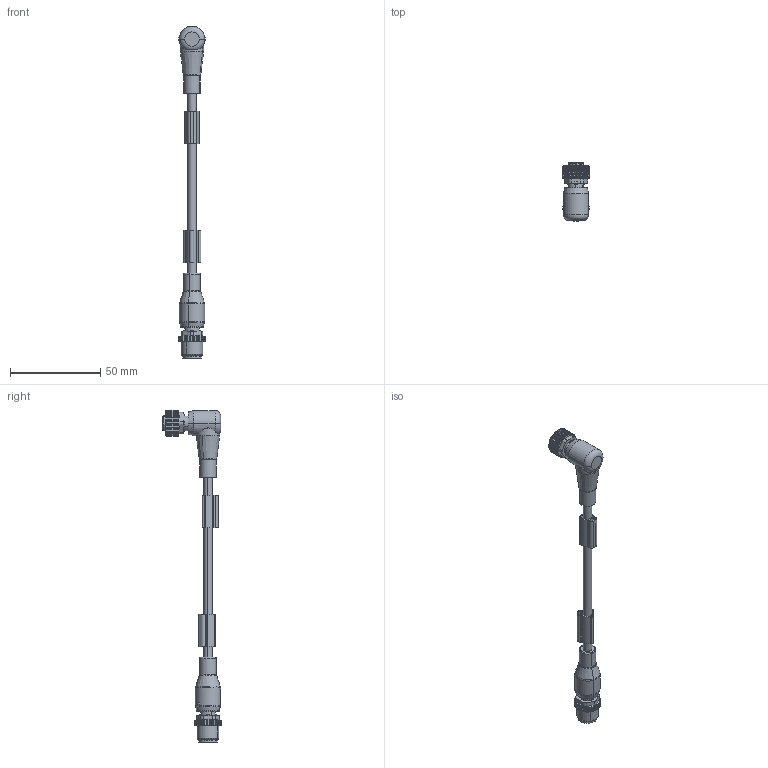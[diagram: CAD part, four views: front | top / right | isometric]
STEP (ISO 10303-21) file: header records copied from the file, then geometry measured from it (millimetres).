
FILE_DESCRIPTION(('CATIA V5 STEP Exchange','CAx-IF Rec.Pracs.--- Model Styling and Organization---1.4--- 2014-01-23'),'2;1');
FILE_NAME ('034287-2_0', '2022-12-13T05:47:01+00:00', ('none'), ('Weidmueller'), 'CATIA Version 5-6 Release 2016 SP3 HF44', 'CATIA V5 STEP AP214', 'none');
FILE_SCHEMA(('AUTOMOTIVE_DESIGN { 1 0 10303 214 1 1 1 1 }'));
Length unit declared in the file: millimetre
Products named in the file (1): 9457310600
Bounding box: 14.6 x 32.26 x 184.3 mm (x, y, z)
Volume: 13729.4 mm3; surface area: 12968.1 mm2
Topology: 26 solids, 26 shells, 1280 faces, 3186 edges, 1995 vertices
Faces by surface type: plane 500, cylinder 406, cone 189, torus 144, bspline 23, sphere 14, revolution 4
Entity records: 37316 total; most frequent: CARTESIAN_POINT 10171, ORIENTED_EDGE 6300, DIRECTION 4158, EDGE_CURVE 3150, AXIS2_PLACEMENT_3D 2048, VERTEX_POINT 1995, EDGE_LOOP 1399, ADVANCED_FACE 1280
